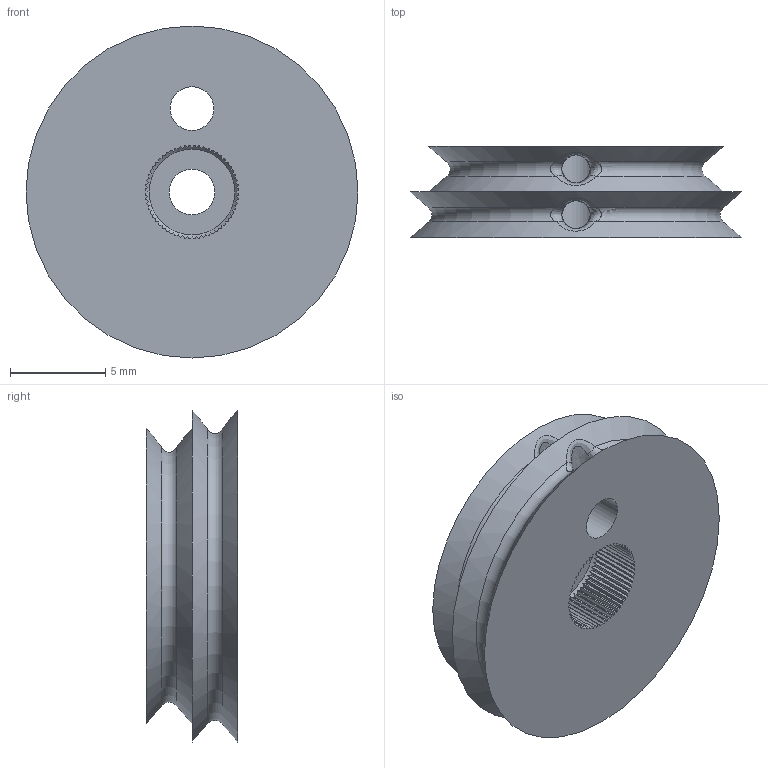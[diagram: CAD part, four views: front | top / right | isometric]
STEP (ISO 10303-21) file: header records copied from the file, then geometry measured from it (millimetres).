
FILE_DESCRIPTION(/* description */ (''),/* implementation_level */ '2;1');
FILE_NAME(/* name */ '180Pulley5.step',/* time_stamp */ '2025-04-19T08:17:58+02:00',/* author */ (''),/* organization */ (''),/* preprocessor_version */ 'ST-DEVELOPER v20.1',/* originating_system */ 'Autodesk Translation Framework v14.4.0.0',/* authorisation */ '');
FILE_SCHEMA (('AUTOMOTIVE_DESIGN { 1 0 10303 214 3 1 1 }'));
Length unit declared in the file: millimetre
Products named in the file (1): 180Pulley5
Bounding box: 17.44 x 4.8 x 17.44 mm (x, y, z)
Volume: 768.7 mm3; surface area: 916.5 mm2
Topology: 1 solids, 1 shells, 228 faces, 663 edges, 439 vertices
Faces by surface type: plane 133, cylinder 63, bspline 25, cone 5, torus 2
Full cylindrical faces by diameter (mm): 2.3 x1, 2.4 x1, 4.5 x1
Entity records: 8567 total; most frequent: CARTESIAN_POINT 2762, ORIENTED_EDGE 1326, DIRECTION 1048, EDGE_CURVE 663, VERTEX_POINT 439, AXIS2_PLACEMENT_3D 351, LINE 346, VECTOR 346
